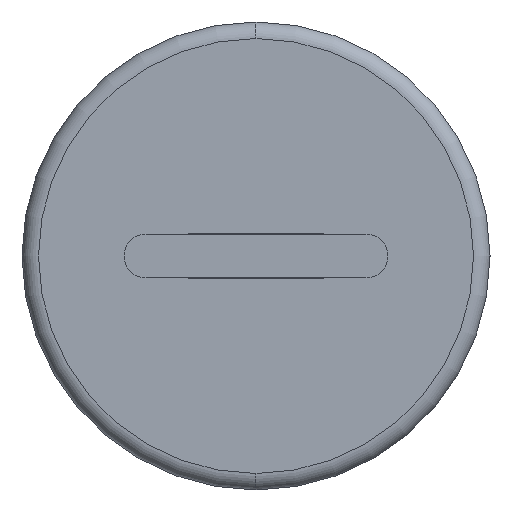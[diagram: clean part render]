
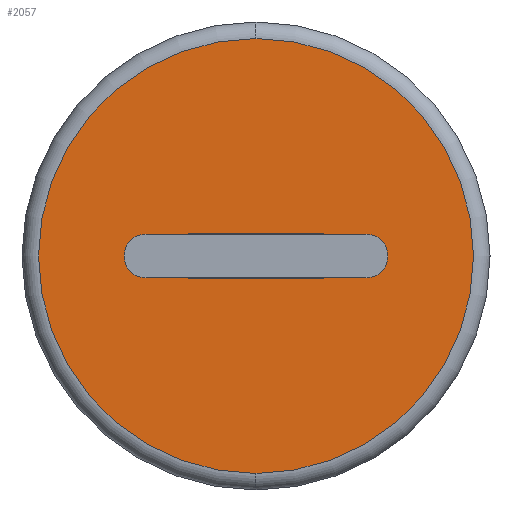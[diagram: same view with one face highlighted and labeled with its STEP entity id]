
A CAD part, left-side view. The second image highlights one B-rep face of the part: STEP entity #2057.
In plain terms, the highlighted planar face has unit normal (-1, 0, 0).
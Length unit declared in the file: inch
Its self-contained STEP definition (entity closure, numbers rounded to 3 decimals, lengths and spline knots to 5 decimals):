
#17 = VERTEX_POINT ( 'NONE', #761 ) ;
#165 = DIRECTION ( 'NONE',  ( 0., 0., -1. ) ) ;
#335 = EDGE_CURVE ( 'NONE', #17, #1827, #2020, .T. ) ;
#345 = EDGE_CURVE ( 'NONE', #1904, #2346, #3454, .T. ) ;
#384 = EDGE_CURVE ( 'NONE', #447, #1384, #2689, .T. ) ;
#447 = VERTEX_POINT ( 'NONE', #1630 ) ;
#468 = CARTESIAN_POINT ( 'NONE',  ( -0.06412, -0.191, 0.065 ) ) ;
#571 = EDGE_LOOP ( 'NONE', ( #1555, #1561 ) ) ;
#638 = VECTOR ( 'NONE', #1831, 39.37008 ) ;
#737 = FACE_OUTER_BOUND ( 'NONE', #571, .T. ) ;
#749 = CARTESIAN_POINT ( 'NONE',  ( -0.06412, 0., 0. ) ) ;
#761 = CARTESIAN_POINT ( 'NONE',  ( -0.06412, 0., 0.618 ) ) ;
#970 = CARTESIAN_POINT ( 'NONE',  ( -0.06412, 0.191, -0.065 ) ) ;
#1055 = CARTESIAN_POINT ( 'NONE',  ( -0.06412, 0., 0. ) ) ;
#1075 = CARTESIAN_POINT ( 'NONE',  ( -0.06412, -0.191, 0.065 ) ) ;
#1102 = DIRECTION ( 'NONE',  ( 0., 0., 1. ) ) ;
#1181 = AXIS2_PLACEMENT_3D ( 'NONE', #2241, #2534, #2984 ) ;
#1211 = CARTESIAN_POINT ( 'NONE',  ( -0.06412, -0.191, -0.065 ) ) ;
#1333 = ORIENTED_EDGE ( 'NONE', *, *, #2273, .F. ) ;
#1339 = DIRECTION ( 'NONE',  ( 1., 0., 0. ) ) ;
#1384 = VERTEX_POINT ( 'NONE', #1075 ) ;
#1412 = PLANE ( 'NONE',  #2638 ) ;
#1426 = ORIENTED_EDGE ( 'NONE', *, *, #345, .F. ) ;
#1482 = VECTOR ( 'NONE', #3168, 39.37008 ) ;
#1555 = ORIENTED_EDGE ( 'NONE', *, *, #335, .F. ) ;
#1561 = ORIENTED_EDGE ( 'NONE', *, *, #2769, .F. ) ;
#1630 = CARTESIAN_POINT ( 'NONE',  ( -0.06412, -0.191, -0.065 ) ) ;
#1827 = VERTEX_POINT ( 'NONE', #2002 ) ;
#1831 = DIRECTION ( 'NONE',  ( 0., 1., 0. ) ) ;
#1866 = EDGE_LOOP ( 'NONE', ( #2207, #2291, #1333, #1426 ) ) ;
#1904 = VERTEX_POINT ( 'NONE', #3404 ) ;
#1905 = AXIS2_PLACEMENT_3D ( 'NONE', #749, #1339, #1102 ) ;
#1914 = DIRECTION ( 'NONE',  ( -1., 0., 0. ) ) ;
#1933 = VECTOR ( 'NONE', #165, 39.37008 ) ;
#2002 = CARTESIAN_POINT ( 'NONE',  ( -0.06412, 0., -0.618 ) ) ;
#2010 = FACE_BOUND ( 'NONE', #1866, .T. ) ;
#2020 = CIRCLE ( 'NONE', #1181, 0.618 ) ;
#2057 = ADVANCED_FACE ( 'NONE', ( #2010, #737 ), #1412, .T. ) ;
#2100 = LINE ( 'NONE', #468, #638 ) ;
#2118 = EDGE_CURVE ( 'NONE', #1384, #1904, #2100, .T. ) ;
#2207 = ORIENTED_EDGE ( 'NONE', *, *, #2118, .F. ) ;
#2220 = LINE ( 'NONE', #1211, #1482 ) ;
#2241 = CARTESIAN_POINT ( 'NONE',  ( -0.06412, 0., 0. ) ) ;
#2266 = DIRECTION ( 'NONE',  ( 0., 0., 1. ) ) ;
#2273 = EDGE_CURVE ( 'NONE', #2346, #447, #2220, .T. ) ;
#2291 = ORIENTED_EDGE ( 'NONE', *, *, #384, .F. ) ;
#2346 = VERTEX_POINT ( 'NONE', #970 ) ;
#2534 = DIRECTION ( 'NONE',  ( 1., 0., 0. ) ) ;
#2600 = VECTOR ( 'NONE', #2698, 39.37008 ) ;
#2638 = AXIS2_PLACEMENT_3D ( 'NONE', #1055, #1914, #2266 ) ;
#2689 = LINE ( 'NONE', #3276, #2600 ) ;
#2698 = DIRECTION ( 'NONE',  ( 0., 0., 1. ) ) ;
#2769 = EDGE_CURVE ( 'NONE', #1827, #17, #3256, .T. ) ;
#2984 = DIRECTION ( 'NONE',  ( 0., 0., 1. ) ) ;
#3168 = DIRECTION ( 'NONE',  ( 0., -1., 0. ) ) ;
#3225 = CARTESIAN_POINT ( 'NONE',  ( -0.06412, 0.191, -0.065 ) ) ;
#3256 = CIRCLE ( 'NONE', #1905, 0.618 ) ;
#3276 = CARTESIAN_POINT ( 'NONE',  ( -0.06412, -0.191, -0.065 ) ) ;
#3404 = CARTESIAN_POINT ( 'NONE',  ( -0.06412, 0.191, 0.065 ) ) ;
#3454 = LINE ( 'NONE', #3225, #1933 ) ;
